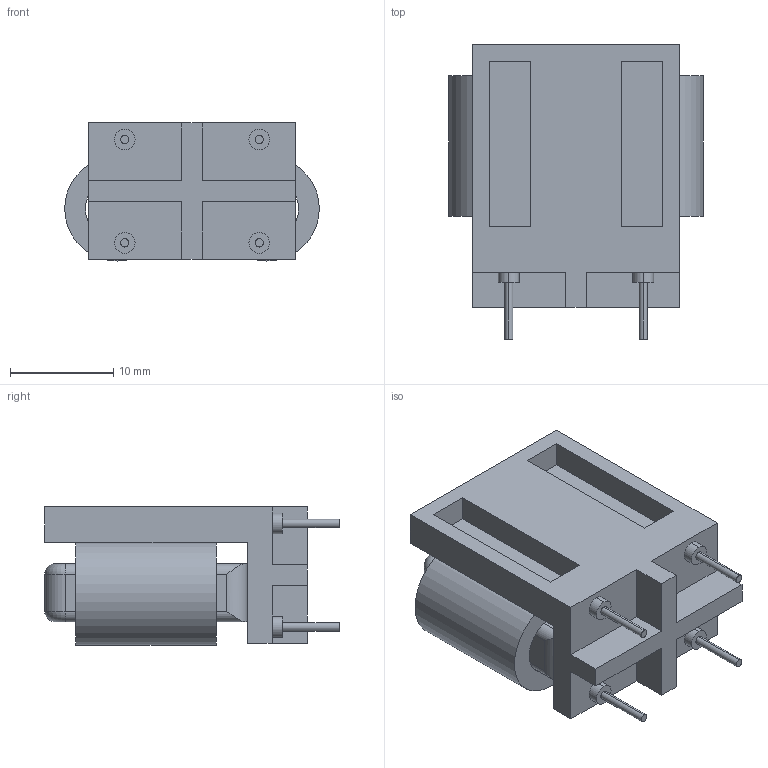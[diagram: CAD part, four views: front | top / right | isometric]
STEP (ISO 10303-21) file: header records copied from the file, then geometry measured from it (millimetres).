
FILE_DESCRIPTION (( 'STEP AP214' ), '1' );
FILE_NAME ('SQ1918.STEP', '2023-09-29T12:12:12', ( '' ), ( '' ), 'SwSTEP 2.0', 'SolidWorks 2021', '' );
FILE_SCHEMA (( 'AUTOMOTIVE_DESIGN' ));
Length unit declared in the file: millimetre
Products named in the file (1): SQ1918
Bounding box: 24.62 x 28.5 x 13.36 mm (x, y, z)
Volume: 4458 mm3; surface area: 4553.1 mm2
Topology: 3 solids, 3 shells, 109 faces, 252 edges, 160 vertices
Faces by surface type: plane 51, cylinder 46, torus 12
Entity records: 3318 total; most frequent: DIRECTION 568, CARTESIAN_POINT 558, ORIENTED_EDGE 504, EDGE_CURVE 252, AXIS2_PLACEMENT_3D 210, VERTEX_POINT 160, VECTOR 148, LINE 148
